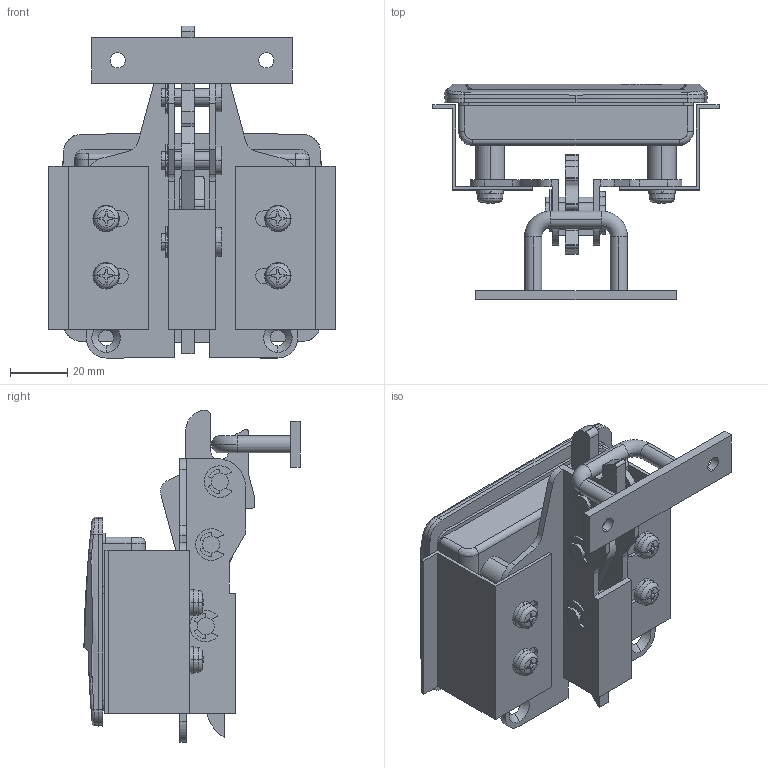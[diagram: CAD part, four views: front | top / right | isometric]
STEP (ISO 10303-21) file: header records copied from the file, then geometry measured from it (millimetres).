
FILE_DESCRIPTION (( 'STEP AP203' ), '1' );
FILE_NAME ('sone3D.STEP', '2016-10-21T08:11:13', ( '' ), ( '' ), 'SwSTEP 2.0', 'SolidWorks 2014', '' );
FILE_SCHEMA (( 'CONFIG_CONTROL_DESIGN' ));
Length unit declared in the file: millimetre
Products named in the file (16): A-1151R-B-2-1押え板__押え板2; A-1151R-B-2僷僢僉儞_; Φ5用E形止め輪; A-1151R-B-2-1押え板__押え板1; 400_キャップ; A-1151-R-B-2僼儗乕儉_; 400ローター_キー挿入時; A-1151R-B-2儔僢僠_; sone3D; A-1151R-B-2儔僠僃僢僩_; A-1151R-B-2儔僢僠2_; A-1151R-B-2-1本体_; A-1151R-B-2受け_; A-1151R-B-2-1僴儞僪儖__A-1151R-B-2-1; A-1151R-B-2-M5; AP-1151R-B-2僔儍僼僩_
Assembly tree (20 placements, depth 3):
  sone3D
    A-1151R-B-2-1本体_
    A-1151R-B-2-1僴儞僪儖__A-1151R-B-2-1
    AP-1151R-B-2僔儍僼僩_
    A-1151R-B-2僷僢僉儞_
    A-1151R-B-2-1押え板__押え板1
    A-1151-R-B-2僼儗乕儉_
    A-1151R-B-2儔僢僠_
    A-1151R-B-2儔僠僃僢僩_
    A-1151R-B-2儔僢僠2_
    A-1151R-B-2受け_
    A-1151R-B-2-M5  x4
    A-1151R-B-2-1押え板__押え板2
    Φ5用E形止め輪  x3
    400ローター_キー挿入時
      400_キャップ
Bounding box: 100 x 75.5 x 116 mm (x, y, z)
Volume: 87608.9 mm3; surface area: 83203.3 mm2
Topology: 19 solids, 19 shells, 688 faces, 1774 edges, 1150 vertices
Faces by surface type: cylinder 297, plane 285, bspline 41, cone 38, torus 25, sphere 2
Entity records: 20899 total; most frequent: CARTESIAN_POINT 6046, DIRECTION 2731, ORIENTED_EDGE 2728, EDGE_CURVE 1364, AXIS2_PLACEMENT_3D 1028, VERTEX_POINT 886, LINE 675, VECTOR 675
